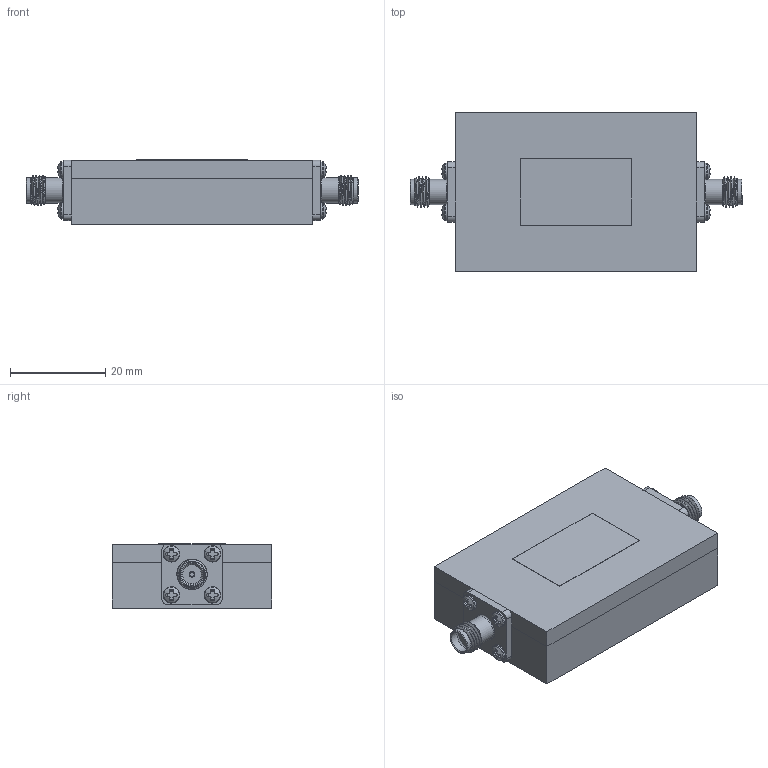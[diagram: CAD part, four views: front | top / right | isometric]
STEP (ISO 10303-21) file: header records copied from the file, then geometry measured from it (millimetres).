
FILE_DESCRIPTION (( 'STEP AP203' ), '1' );
FILE_NAME ('PE8707_3D.step', '2022-06-02T15:38:15', ( '' ), ( '' ), 'SwSTEP 2.0', 'SolidWorks 2021', '' );
FILE_SCHEMA (( 'CONFIG_CONTROL_DESIGN' ));
Length unit declared in the file: inch
Products named in the file (1): PE8707_3D
Bounding box: 69.85 x 33.53 x 13.54 mm (x, y, z)
Volume: 23783.8 mm3; surface area: 6737.3 mm2
Topology: 1 solids, 9 shells, 347 faces, 864 edges, 570 vertices
Faces by surface type: plane 197, cylinder 54, cone 48, bspline 46, torus 2
Full cylindrical faces by diameter (mm): 0.914 x2, 1.016 x2, 1.168 x2, 1.778 x4, 2.184 x4, 2.578 x8, 3.454 x8, 4.521 x2, 5.334 x4
Entity records: 24137 total; most frequent: CARTESIAN_POINT 16772, ORIENTED_EDGE 1580, DIRECTION 1256, EDGE_CURVE 790, VERTEX_POINT 554, AXIS2_PLACEMENT_3D 480, EDGE_LOOP 456, FACE_OUTER_BOUND 393
